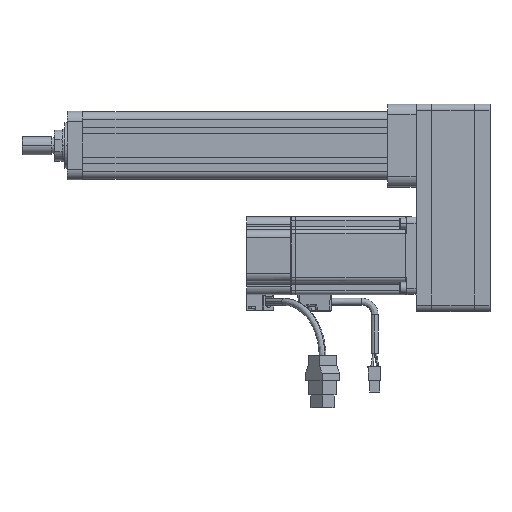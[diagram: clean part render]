
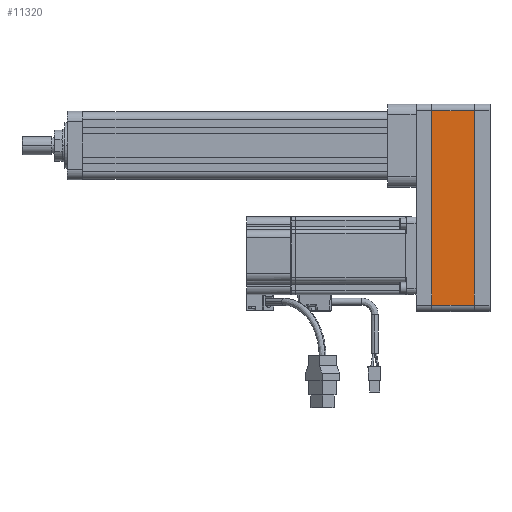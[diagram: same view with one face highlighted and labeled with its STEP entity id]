
A CAD part, left-side view. The second image highlights one B-rep face of the part: STEP entity #11320.
In plain terms, the highlighted face is planar.
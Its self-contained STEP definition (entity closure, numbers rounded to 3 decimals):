
#80 = AXIS2_PLACEMENT_3D ( 'NONE', #4968, #2392, #2601 ) ;
#169 = LINE ( 'NONE', #26111, #19039 ) ;
#2375 = ORIENTED_EDGE ( 'NONE', *, *, #27586, .F. ) ;
#2392 = DIRECTION ( 'NONE',  ( 0., -1., 0. ) ) ;
#2601 = DIRECTION ( 'NONE',  ( 0., 0., -1. ) ) ;
#4876 = PLANE ( 'NONE',  #80 ) ;
#4968 = CARTESIAN_POINT ( 'NONE',  ( 33., 40., 75. ) ) ;
#5003 = DIRECTION ( 'NONE',  ( -1., 0., 0. ) ) ;
#5713 = EDGE_LOOP ( 'NONE', ( #25079, #2375, #19828, #28918 ) ) ;
#6027 = CARTESIAN_POINT ( 'NONE',  ( 0., 40., 75. ) ) ;
#6995 = VERTEX_POINT ( 'NONE', #21414 ) ;
#7190 = EDGE_CURVE ( 'NONE', #6995, #12028, #26737, .T. ) ;
#10843 = DIRECTION ( 'NONE',  ( 0., 0., 1. ) ) ;
#11320 = ADVANCED_FACE ( 'NONE', ( #17595 ), #4876, .F. ) ;
#12001 = VERTEX_POINT ( 'NONE', #6027 ) ;
#12028 = VERTEX_POINT ( 'NONE', #24112 ) ;
#12872 = DIRECTION ( 'NONE',  ( -1., 0., 0. ) ) ;
#13843 = VECTOR ( 'NONE', #5003, 1000. ) ;
#14355 = VERTEX_POINT ( 'NONE', #22319 ) ;
#15241 = VECTOR ( 'NONE', #12872, 1000. ) ;
#16642 = EDGE_CURVE ( 'NONE', #12028, #12001, #169, .T. ) ;
#17595 = FACE_OUTER_BOUND ( 'NONE', #5713, .T. ) ;
#19039 = VECTOR ( 'NONE', #31005, 1000. ) ;
#19828 = ORIENTED_EDGE ( 'NONE', *, *, #28564, .F. ) ;
#20747 = CARTESIAN_POINT ( 'NONE',  ( 33., 40., 75. ) ) ;
#21414 = CARTESIAN_POINT ( 'NONE',  ( 33., 40., -75. ) ) ;
#22319 = CARTESIAN_POINT ( 'NONE',  ( 33., 40., 75. ) ) ;
#24112 = CARTESIAN_POINT ( 'NONE',  ( 0., 40., -75. ) ) ;
#25079 = ORIENTED_EDGE ( 'NONE', *, *, #16642, .T. ) ;
#25134 = CARTESIAN_POINT ( 'NONE',  ( 33., 40., -75. ) ) ;
#26104 = LINE ( 'NONE', #20747, #27966 ) ;
#26111 = CARTESIAN_POINT ( 'NONE',  ( 0., 40., 75. ) ) ;
#26737 = LINE ( 'NONE', #25134, #15241 ) ;
#27586 = EDGE_CURVE ( 'NONE', #14355, #12001, #31045, .T. ) ;
#27966 = VECTOR ( 'NONE', #10843, 1000. ) ;
#28564 = EDGE_CURVE ( 'NONE', #6995, #14355, #26104, .T. ) ;
#28793 = CARTESIAN_POINT ( 'NONE',  ( 33., 40., 75. ) ) ;
#28918 = ORIENTED_EDGE ( 'NONE', *, *, #7190, .T. ) ;
#31005 = DIRECTION ( 'NONE',  ( 0., 0., 1. ) ) ;
#31045 = LINE ( 'NONE', #28793, #13843 ) ;
